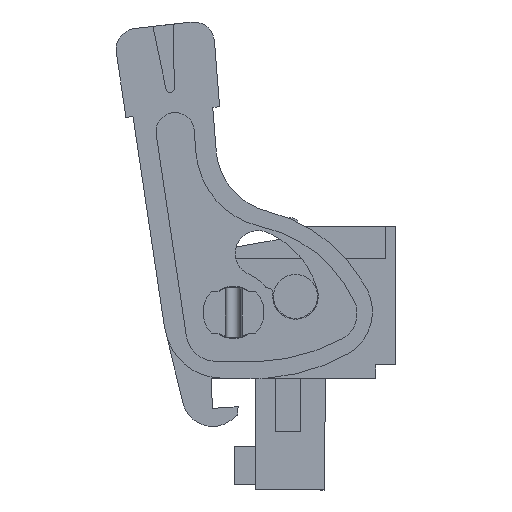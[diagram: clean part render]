
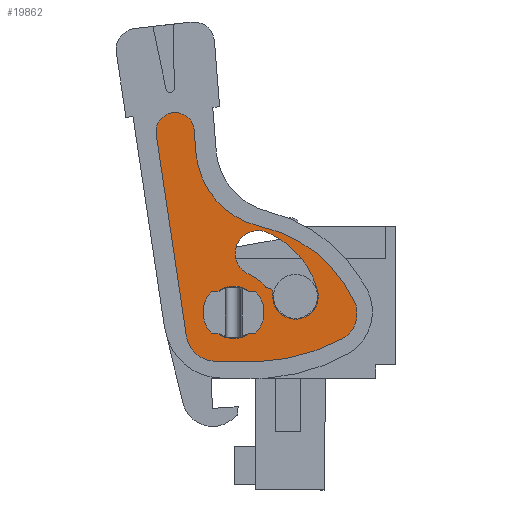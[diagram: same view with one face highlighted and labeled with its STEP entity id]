
A CAD part, left-side view. The second image highlights one B-rep face of the part: STEP entity #19862.
In plain terms, the highlighted planar face has unit normal (-1, 0, 0).
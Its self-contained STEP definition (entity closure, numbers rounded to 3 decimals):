
#19565=AXIS2_PLACEMENT_3D('Plane Axis2P3D',#19562,#19563,#19564) ;
#19694=AXIS2_PLACEMENT_3D('Circle Axis2P3D',#19692,#19693,$) ;
#19718=AXIS2_PLACEMENT_3D('Circle Axis2P3D',#19716,#19717,$) ;
#19744=AXIS2_PLACEMENT_3D('Circle Axis2P3D',#19742,#19743,$) ;
#19751=AXIS2_PLACEMENT_3D('Circle Axis2P3D',#19749,#19750,$) ;
#19758=AXIS2_PLACEMENT_3D('Circle Axis2P3D',#19756,#19757,$) ;
#19765=AXIS2_PLACEMENT_3D('Circle Axis2P3D',#19763,#19764,$) ;
#19788=AXIS2_PLACEMENT_3D('Circle Axis2P3D',#19786,#19787,$) ;
#19797=AXIS2_PLACEMENT_3D('Circle Axis2P3D',#19795,#19796,$) ;
#19804=AXIS2_PLACEMENT_3D('Circle Axis2P3D',#19802,#19803,$) ;
#19811=AXIS2_PLACEMENT_3D('Circle Axis2P3D',#19809,#19810,$) ;
#19818=AXIS2_PLACEMENT_3D('Circle Axis2P3D',#19816,#19817,$) ;
#19825=AXIS2_PLACEMENT_3D('Circle Axis2P3D',#19823,#19824,$) ;
#19832=AXIS2_PLACEMENT_3D('Circle Axis2P3D',#19830,#19831,$) ;
#19846=AXIS2_PLACEMENT_3D('Circle Axis2P3D',#19844,#19845,$) ;
#19855=AXIS2_PLACEMENT_3D('Circle Axis2P3D',#19853,#19854,$) ;
#19562=CARTESIAN_POINT('Axis2P3D Location',(1.1,1.4,0.)) ;
#19661=CARTESIAN_POINT('Line Origine',(1.1,13.287,15.072)) ;
#19665=CARTESIAN_POINT('Vertex',(1.1,12.398,9.121)) ;
#19667=CARTESIAN_POINT('Vertex',(1.1,14.176,21.023)) ;
#19692=CARTESIAN_POINT('Axis2P3D Location',(1.1,10.645,9.383)) ;
#19696=CARTESIAN_POINT('Vertex',(1.1,10.665,7.61)) ;
#19716=CARTESIAN_POINT('Axis2P3D Location',(1.1,13.058,21.19)) ;
#19720=CARTESIAN_POINT('Vertex',(1.1,11.931,21.279)) ;
#19735=CARTESIAN_POINT('Line Origine',(1.1,9.423,7.596)) ;
#19739=CARTESIAN_POINT('Vertex',(1.1,8.181,7.582)) ;
#19742=CARTESIAN_POINT('Axis2P3D Location',(1.1,8.615,19.073)) ;
#19746=CARTESIAN_POINT('Vertex',(1.1,3.202,8.927)) ;
#19749=CARTESIAN_POINT('Axis2P3D Location',(1.1,4.004,10.431)) ;
#19753=CARTESIAN_POINT('Vertex',(1.1,2.462,11.157)) ;
#19756=CARTESIAN_POINT('Axis2P3D Location',(1.1,9.73,7.737)) ;
#19760=CARTESIAN_POINT('Vertex',(1.1,8.015,15.585)) ;
#19763=CARTESIAN_POINT('Axis2P3D Location',(1.1,6.976,20.339)) ;
#19767=CARTESIAN_POINT('Vertex',(1.1,11.827,19.957)) ;
#19770=CARTESIAN_POINT('Line Origine',(1.1,11.879,20.618)) ;
#19786=CARTESIAN_POINT('Axis2P3D Location',(1.1,7.517,12.189)) ;
#19790=CARTESIAN_POINT('Vertex',(1.1,7.517,11.939)) ;
#19792=CARTESIAN_POINT('Vertex',(1.1,7.711,12.031)) ;
#19795=CARTESIAN_POINT('Axis2P3D Location',(1.1,9.6,10.5)) ;
#19799=CARTESIAN_POINT('Vertex',(1.1,8.672,12.747)) ;
#19802=CARTESIAN_POINT('Axis2P3D Location',(1.1,8.156,13.995)) ;
#19806=CARTESIAN_POINT('Vertex',(1.1,7.641,15.242)) ;
#19809=CARTESIAN_POINT('Axis2P3D Location',(1.1,9.6,10.5)) ;
#19813=CARTESIAN_POINT('Vertex',(1.1,4.633,11.789)) ;
#19816=CARTESIAN_POINT('Axis2P3D Location',(1.1,5.94,11.45)) ;
#19820=CARTESIAN_POINT('Vertex',(1.1,7.286,11.555)) ;
#19823=CARTESIAN_POINT('Axis2P3D Location',(1.1,6.887,11.524)) ;
#19827=CARTESIAN_POINT('Vertex',(1.1,7.274,11.625)) ;
#19830=CARTESIAN_POINT('Axis2P3D Location',(1.1,7.516,11.689)) ;
#19844=CARTESIAN_POINT('Axis2P3D Location',(1.1,9.6,10.5)) ;
#19848=CARTESIAN_POINT('Vertex',(1.1,9.6,8.95)) ;
#19850=CARTESIAN_POINT('Vertex',(1.1,9.6,12.05)) ;
#19853=CARTESIAN_POINT('Axis2P3D Location',(1.1,9.6,10.5)) ;
#19563=DIRECTION('Axis2P3D Direction',(1.,0.,0.)) ;
#19564=DIRECTION('Axis2P3D XDirection',(0.,1.,0.)) ;
#19662=DIRECTION('Vector Direction',(0.,0.148,0.989)) ;
#19693=DIRECTION('Axis2P3D Direction',(1.,0.,0.)) ;
#19717=DIRECTION('Axis2P3D Direction',(1.,0.,0.)) ;
#19736=DIRECTION('Vector Direction',(0.,1.,0.011)) ;
#19743=DIRECTION('Axis2P3D Direction',(1.,0.,0.)) ;
#19750=DIRECTION('Axis2P3D Direction',(1.,0.,0.)) ;
#19757=DIRECTION('Axis2P3D Direction',(1.,0.,0.)) ;
#19764=DIRECTION('Axis2P3D Direction',(1.,0.,0.)) ;
#19771=DIRECTION('Vector Direction',(0.,-0.078,-0.997)) ;
#19787=DIRECTION('Axis2P3D Direction',(1.,0.,0.)) ;
#19796=DIRECTION('Axis2P3D Direction',(1.,0.,0.)) ;
#19803=DIRECTION('Axis2P3D Direction',(1.,0.,0.)) ;
#19810=DIRECTION('Axis2P3D Direction',(1.,0.,0.)) ;
#19817=DIRECTION('Axis2P3D Direction',(1.,0.,0.)) ;
#19824=DIRECTION('Axis2P3D Direction',(1.,0.,0.)) ;
#19831=DIRECTION('Axis2P3D Direction',(1.,0.,0.)) ;
#19845=DIRECTION('Axis2P3D Direction',(1.,0.,0.)) ;
#19854=DIRECTION('Axis2P3D Direction',(1.,0.,0.)) ;
#19663=VECTOR('Line Direction',#19662,1.) ;
#19737=VECTOR('Line Direction',#19736,1.) ;
#19772=VECTOR('Line Direction',#19771,1.) ;
#19776=ORIENTED_EDGE('',*,*,#19698,.F.) ;
#19777=ORIENTED_EDGE('',*,*,#19741,.F.) ;
#19778=ORIENTED_EDGE('',*,*,#19748,.F.) ;
#19779=ORIENTED_EDGE('',*,*,#19755,.F.) ;
#19780=ORIENTED_EDGE('',*,*,#19762,.F.) ;
#19781=ORIENTED_EDGE('',*,*,#19769,.F.) ;
#19782=ORIENTED_EDGE('',*,*,#19774,.F.) ;
#19783=ORIENTED_EDGE('',*,*,#19722,.F.) ;
#19784=ORIENTED_EDGE('',*,*,#19669,.F.) ;
#19836=ORIENTED_EDGE('',*,*,#19794,.T.) ;
#19837=ORIENTED_EDGE('',*,*,#19801,.F.) ;
#19838=ORIENTED_EDGE('',*,*,#19808,.T.) ;
#19839=ORIENTED_EDGE('',*,*,#19815,.T.) ;
#19840=ORIENTED_EDGE('',*,*,#19822,.T.) ;
#19841=ORIENTED_EDGE('',*,*,#19829,.T.) ;
#19842=ORIENTED_EDGE('',*,*,#19834,.F.) ;
#19859=ORIENTED_EDGE('',*,*,#19852,.T.) ;
#19860=ORIENTED_EDGE('',*,*,#19857,.T.) ;
#19843=FACE_BOUND('',#19835,.T.) ;
#19861=FACE_BOUND('',#19858,.T.) ;
#19862=ADVANCED_FACE('lock',(#19785,#19843,#19861),#19566,.F.) ;
#19695=CIRCLE('generated circle',#19694,1.773) ;
#19719=CIRCLE('generated circle',#19718,1.131) ;
#19745=CIRCLE('generated circle',#19744,11.5) ;
#19752=CIRCLE('generated circle',#19751,1.705) ;
#19759=CIRCLE('generated circle',#19758,8.033) ;
#19766=CIRCLE('generated circle',#19765,4.866) ;
#19789=CIRCLE('generated circle',#19788,0.25) ;
#19798=CIRCLE('generated circle',#19797,2.431) ;
#19805=CIRCLE('generated circle',#19804,1.35) ;
#19812=CIRCLE('generated circle',#19811,5.131) ;
#19819=CIRCLE('generated circle',#19818,1.35) ;
#19826=CIRCLE('generated circle',#19825,0.4) ;
#19833=CIRCLE('generated circle',#19832,0.25) ;
#19847=CIRCLE('generated circle',#19846,1.55) ;
#19856=CIRCLE('generated circle',#19855,1.55) ;
#19669=EDGE_CURVE('',#19666,#19668,#19664,.T.) ;
#19698=EDGE_CURVE('',#19697,#19666,#19695,.T.) ;
#19722=EDGE_CURVE('',#19668,#19721,#19719,.T.) ;
#19741=EDGE_CURVE('',#19740,#19697,#19738,.T.) ;
#19748=EDGE_CURVE('',#19747,#19740,#19745,.T.) ;
#19755=EDGE_CURVE('',#19754,#19747,#19752,.T.) ;
#19762=EDGE_CURVE('',#19761,#19754,#19759,.T.) ;
#19769=EDGE_CURVE('',#19768,#19761,#19766,.F.) ;
#19774=EDGE_CURVE('',#19721,#19768,#19773,.T.) ;
#19794=EDGE_CURVE('',#19791,#19793,#19789,.T.) ;
#19801=EDGE_CURVE('',#19800,#19793,#19798,.T.) ;
#19808=EDGE_CURVE('',#19800,#19807,#19805,.T.) ;
#19815=EDGE_CURVE('',#19807,#19814,#19812,.T.) ;
#19822=EDGE_CURVE('',#19814,#19821,#19819,.T.) ;
#19829=EDGE_CURVE('',#19821,#19828,#19826,.T.) ;
#19834=EDGE_CURVE('',#19791,#19828,#19833,.T.) ;
#19852=EDGE_CURVE('',#19849,#19851,#19847,.T.) ;
#19857=EDGE_CURVE('',#19851,#19849,#19856,.T.) ;
#19775=EDGE_LOOP('',(#19776,#19777,#19778,#19779,#19780,#19781,#19782,#19783,#19784)) ;
#19835=EDGE_LOOP('',(#19836,#19837,#19838,#19839,#19840,#19841,#19842)) ;
#19858=EDGE_LOOP('',(#19859,#19860)) ;
#19785=FACE_OUTER_BOUND('',#19775,.T.) ;
#19664=LINE('Line',#19661,#19663) ;
#19738=LINE('Line',#19735,#19737) ;
#19773=LINE('Line',#19770,#19772) ;
#19566=PLANE('',#19565) ;
#19666=VERTEX_POINT('',#19665) ;
#19668=VERTEX_POINT('',#19667) ;
#19697=VERTEX_POINT('',#19696) ;
#19721=VERTEX_POINT('',#19720) ;
#19740=VERTEX_POINT('',#19739) ;
#19747=VERTEX_POINT('',#19746) ;
#19754=VERTEX_POINT('',#19753) ;
#19761=VERTEX_POINT('',#19760) ;
#19768=VERTEX_POINT('',#19767) ;
#19791=VERTEX_POINT('',#19790) ;
#19793=VERTEX_POINT('',#19792) ;
#19800=VERTEX_POINT('',#19799) ;
#19807=VERTEX_POINT('',#19806) ;
#19814=VERTEX_POINT('',#19813) ;
#19821=VERTEX_POINT('',#19820) ;
#19828=VERTEX_POINT('',#19827) ;
#19849=VERTEX_POINT('',#19848) ;
#19851=VERTEX_POINT('',#19850) ;
